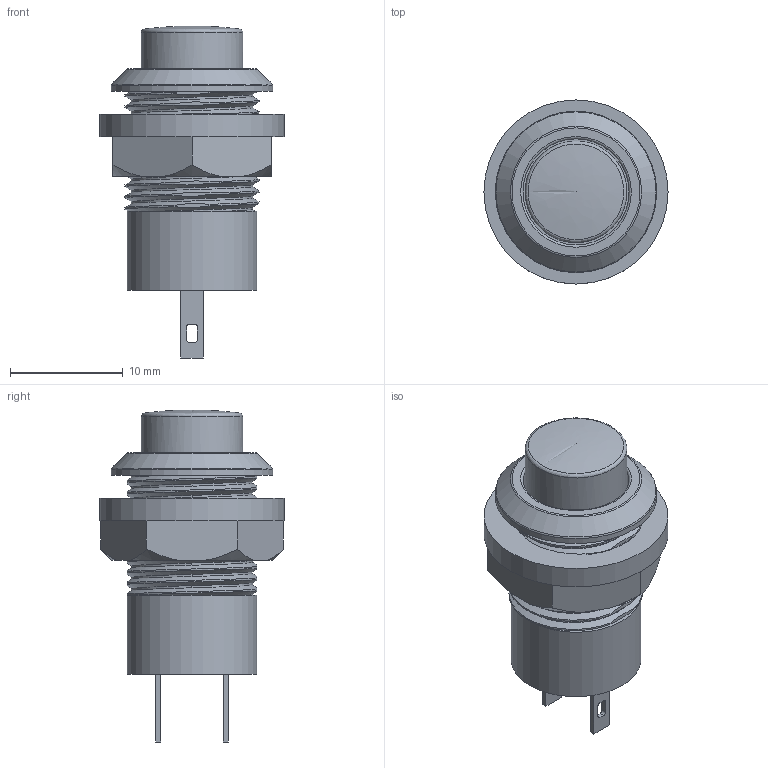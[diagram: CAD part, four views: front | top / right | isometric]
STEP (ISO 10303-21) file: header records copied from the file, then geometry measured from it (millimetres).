
FILE_DESCRIPTION(/* description */ (''),/* implementation_level */ '2;1');
FILE_NAME(/* name */ 'Blue - Button - DS-227 - Updated v3.step',/* time_stamp */ '2022-08-04T21:44:43-04:00',/* author */ (''),/* organization */ (''),/* preprocessor_version */ 'ST-DEVELOPER v19',/* originating_system */ 'Autodesk Translation Framework v11.7.0.108',/* authorisation */ '');
FILE_SCHEMA (('AUTOMOTIVE_DESIGN { 1 0 10303 214 3 1 1 }'));
Length unit declared in the file: millimetre
Products named in the file (1): Blue - Button - DS-227 - Updated
Bounding box: 16.3 x 16.3 x 29.4 mm (x, y, z)
Volume: 1686.6 mm3; surface area: 3152.1 mm2
Topology: 8 solids, 8 shells, 141 faces, 368 edges, 244 vertices
Faces by surface type: cylinder 64, plane 61, cone 7, bspline 6, torus 3
Full cylindrical faces by diameter (mm): 9 x2, 9.4 x1, 9.6 x3, 10.741 x9, 11.035 x4, 11.5 x1, 12.152 x5, 14.3 x1, 16.3 x1
Entity records: 10070 total; most frequent: CARTESIAN_POINT 6815, ORIENTED_EDGE 734, DIRECTION 539, EDGE_CURVE 367, VERTEX_POINT 244, AXIS2_PLACEMENT_3D 194, EDGE_LOOP 155, LINE 151
